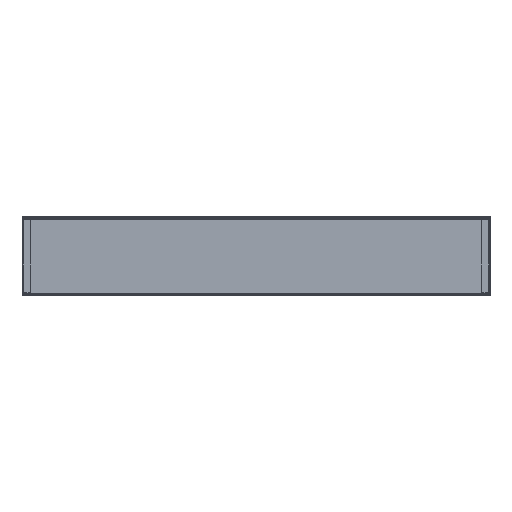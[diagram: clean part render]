
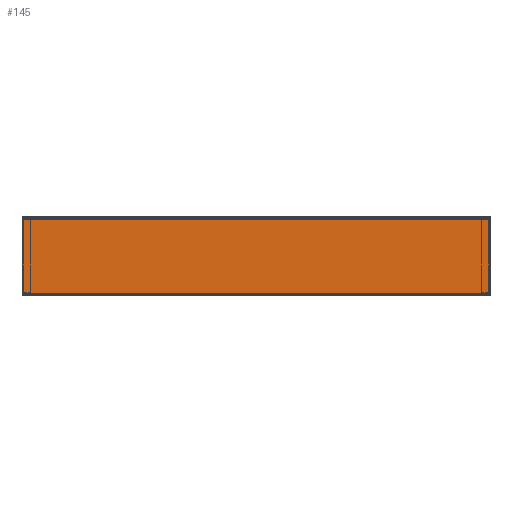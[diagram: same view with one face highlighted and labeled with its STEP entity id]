
A CAD part, left-side view. The second image highlights one B-rep face of the part: STEP entity #145.
In plain terms, the highlighted planar face has unit normal (-1, 0, 0).
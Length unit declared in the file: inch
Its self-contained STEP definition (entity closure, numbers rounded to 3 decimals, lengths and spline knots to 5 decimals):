
#88 = VECTOR ( 'NONE', #2141, 39.37008 ) ;
#145 = ADVANCED_FACE ( 'NONE', ( #6481 ), #5326, .F. ) ;
#371 = CARTESIAN_POINT ( 'NONE',  ( -18., -18., 0.143 ) ) ;
#452 = VECTOR ( 'NONE', #5914, 39.37008 ) ;
#683 = CARTESIAN_POINT ( 'NONE',  ( -18., 18., 0.095 ) ) ;
#686 = CARTESIAN_POINT ( 'NONE',  ( -18., -18., 5.857 ) ) ;
#951 = VERTEX_POINT ( 'NONE', #4423 ) ;
#1050 = LINE ( 'NONE', #5340, #452 ) ;
#1399 = ORIENTED_EDGE ( 'NONE', *, *, #2768, .F. ) ;
#1466 = ORIENTED_EDGE ( 'NONE', *, *, #2730, .T. ) ;
#1893 = VERTEX_POINT ( 'NONE', #5331 ) ;
#1928 = EDGE_LOOP ( 'NONE', ( #3483, #3932, #1399, #1466 ) ) ;
#2141 = DIRECTION ( 'NONE',  ( 0., 1., 0. ) ) ;
#2730 = EDGE_CURVE ( 'NONE', #5113, #951, #1050, .T. ) ;
#2761 = VERTEX_POINT ( 'NONE', #7073 ) ;
#2768 = EDGE_CURVE ( 'NONE', #5113, #2761, #7102, .T. ) ;
#2817 = LINE ( 'NONE', #683, #5028 ) ;
#2889 = DIRECTION ( 'NONE',  ( 0., 0., -1. ) ) ;
#3249 = CARTESIAN_POINT ( 'NONE',  ( -18., -18., 0.08553 ) ) ;
#3483 = ORIENTED_EDGE ( 'NONE', *, *, #3711, .F. ) ;
#3520 = VECTOR ( 'NONE', #4131, 39.37008 ) ;
#3711 = EDGE_CURVE ( 'NONE', #1893, #951, #5144, .T. ) ;
#3875 = EDGE_CURVE ( 'NONE', #1893, #2761, #2817, .T. ) ;
#3932 = ORIENTED_EDGE ( 'NONE', *, *, #3875, .T. ) ;
#4131 = DIRECTION ( 'NONE',  ( 0., -1., 0. ) ) ;
#4307 = DIRECTION ( 'NONE',  ( 0., 0., -1. ) ) ;
#4423 = CARTESIAN_POINT ( 'NONE',  ( -18., -18., 5.857 ) ) ;
#5028 = VECTOR ( 'NONE', #2889, 39.37008 ) ;
#5113 = VERTEX_POINT ( 'NONE', #6733 ) ;
#5144 = LINE ( 'NONE', #686, #3520 ) ;
#5326 = PLANE ( 'NONE',  #6622 ) ;
#5331 = CARTESIAN_POINT ( 'NONE',  ( -18., 18., 5.857 ) ) ;
#5340 = CARTESIAN_POINT ( 'NONE',  ( -18., -18., 0.095 ) ) ;
#5457 = DIRECTION ( 'NONE',  ( 1., 0., 0. ) ) ;
#5914 = DIRECTION ( 'NONE',  ( 0., 0., 1. ) ) ;
#6481 = FACE_OUTER_BOUND ( 'NONE', #1928, .T. ) ;
#6622 = AXIS2_PLACEMENT_3D ( 'NONE', #3249, #5457, #4307 ) ;
#6733 = CARTESIAN_POINT ( 'NONE',  ( -18., -18., 0.143 ) ) ;
#7073 = CARTESIAN_POINT ( 'NONE',  ( -18., 18., 0.143 ) ) ;
#7102 = LINE ( 'NONE', #371, #88 ) ;
